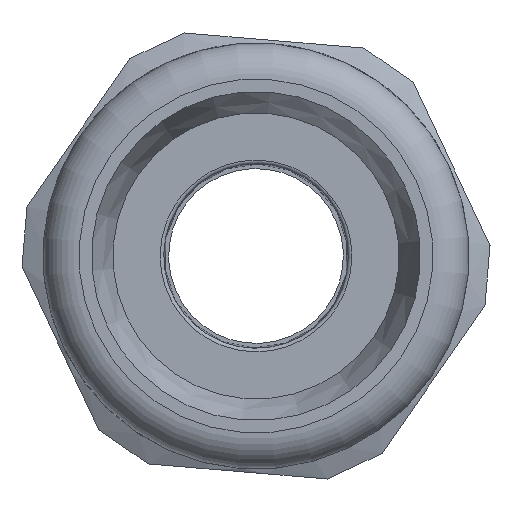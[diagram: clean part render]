
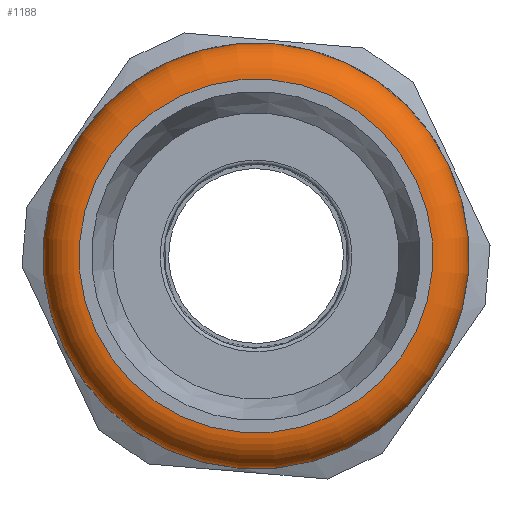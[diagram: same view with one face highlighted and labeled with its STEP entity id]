
A CAD part, left-side view. The second image highlights one B-rep face of the part: STEP entity #1188.
In plain terms, the highlighted toroidal (fillet/blend) face has major radius 9.82 mm and minor radius 2 mm.
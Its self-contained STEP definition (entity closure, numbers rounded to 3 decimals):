
#43=TOROIDAL_SURFACE('',#1326,9.82,2.);
#265=FACE_BOUND('',#412,.T.);
#324=FACE_OUTER_BOUND('',#411,.T.);
#411=EDGE_LOOP('',(#917));
#412=EDGE_LOOP('',(#918));
#520=CIRCLE('',#1327,9.82);
#521=CIRCLE('',#1328,11.82);
#598=VERTEX_POINT('',#3077);
#599=VERTEX_POINT('',#3079);
#733=EDGE_CURVE('',#598,#598,#520,.T.);
#734=EDGE_CURVE('',#599,#599,#521,.T.);
#917=ORIENTED_EDGE('',*,*,#733,.T.);
#918=ORIENTED_EDGE('',*,*,#734,.T.);
#1188=ADVANCED_FACE('',(#324,#265),#43,.T.);
#1326=AXIS2_PLACEMENT_3D('',#3076,#1501,#1502);
#1327=AXIS2_PLACEMENT_3D('',#3078,#1503,#1504);
#1328=AXIS2_PLACEMENT_3D('',#3080,#1505,#1506);
#1501=DIRECTION('center_axis',(1.,0.,0.));
#1502=DIRECTION('ref_axis',(0.,0.,-1.));
#1503=DIRECTION('center_axis',(1.,0.,0.));
#1504=DIRECTION('ref_axis',(0.,-1.,0.));
#1505=DIRECTION('center_axis',(-1.,0.,0.));
#1506=DIRECTION('ref_axis',(0.,-1.,0.));
#3076=CARTESIAN_POINT('Origin',(-14.07,0.,0.));
#3077=CARTESIAN_POINT('',(-16.07,9.82,0.));
#3078=CARTESIAN_POINT('Origin',(-16.07,0.,0.));
#3079=CARTESIAN_POINT('',(-14.07,11.82,0.));
#3080=CARTESIAN_POINT('Origin',(-14.07,0.,0.));
